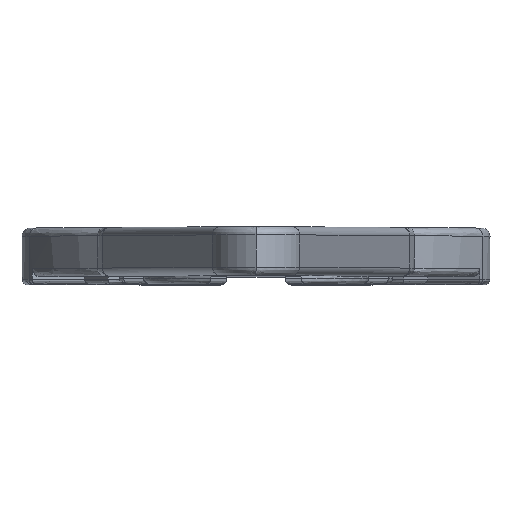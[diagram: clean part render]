
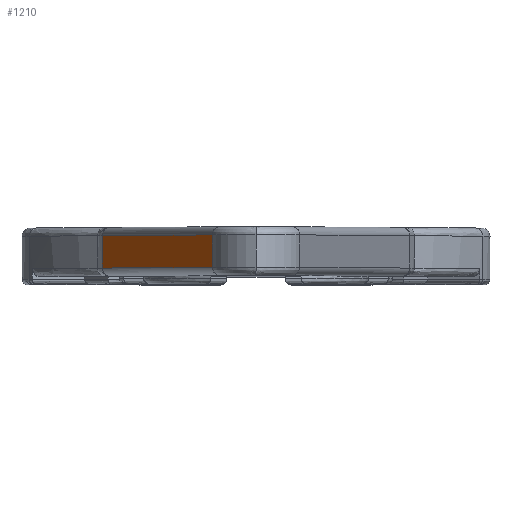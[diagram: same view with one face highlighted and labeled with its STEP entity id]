
A CAD part, top view. The second image highlights one B-rep face of the part: STEP entity #1210.
In plain terms, the highlighted free-form (B-spline) face has degree [1, 1] with [2, 2] control points.
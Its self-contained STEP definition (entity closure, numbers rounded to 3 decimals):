
#877 = VERTEX_POINT('',#878);
#878 = CARTESIAN_POINT('',(139.894,0.63,-34.84
    ));
#906 = VERTEX_POINT('',#907);
#907 = CARTESIAN_POINT('',(148.428,0.63,
    -2.173));
#913 = EDGE_CURVE('',#906,#877,#914,.T.);
#914 = B_SPLINE_CURVE_WITH_KNOTS('',1,(#915,#916),.UNSPECIFIED.,.F.,.F.,
  (2,2),(-27.31,-0.516),.PIECEWISE_BEZIER_KNOTS.);
#915 = CARTESIAN_POINT('',(148.428,0.63,
    -2.173));
#916 = CARTESIAN_POINT('',(139.894,0.63,-34.84
    ));
#1190 = EDGE_CURVE('',#877,#1191,#1193,.T.);
#1191 = VERTEX_POINT('',#1192);
#1192 = CARTESIAN_POINT('',(139.894,3.15,
    -34.84));
#1193 = B_SPLINE_CURVE_WITH_KNOTS('',1,(#1194,#1195),.UNSPECIFIED.,.F.,
  .F.,(2,2),(0.5,2.5),.PIECEWISE_BEZIER_KNOTS.);
#1194 = CARTESIAN_POINT('',(139.894,0.63,
    -34.84));
#1195 = CARTESIAN_POINT('',(139.894,3.15,
    -34.84));
#1210 = ADVANCED_FACE('',(#1211),#1227,.T.);
#1211 = FACE_BOUND('',#1212,.T.);
#1212 = EDGE_LOOP('',(#1213,#1214,#1221,#1226));
#1213 = ORIENTED_EDGE('',*,*,#913,.F.);
#1214 = ORIENTED_EDGE('',*,*,#1215,.T.);
#1215 = EDGE_CURVE('',#906,#1216,#1218,.T.);
#1216 = VERTEX_POINT('',#1217);
#1217 = CARTESIAN_POINT('',(148.428,3.15,
    -2.173));
#1218 = B_SPLINE_CURVE_WITH_KNOTS('',1,(#1219,#1220),.UNSPECIFIED.,.F.,
  .F.,(2,2),(0.5,2.5),.PIECEWISE_BEZIER_KNOTS.);
#1219 = CARTESIAN_POINT('',(148.428,0.63,
    -2.173));
#1220 = CARTESIAN_POINT('',(148.428,3.15,
    -2.173));
#1221 = ORIENTED_EDGE('',*,*,#1222,.F.);
#1222 = EDGE_CURVE('',#1191,#1216,#1223,.T.);
#1223 = B_SPLINE_CURVE_WITH_KNOTS('',1,(#1224,#1225),.UNSPECIFIED.,.F.,
  .F.,(2,2),(0.516,27.31),.PIECEWISE_BEZIER_KNOTS.);
#1224 = CARTESIAN_POINT('',(139.894,3.15,
    -34.84));
#1225 = CARTESIAN_POINT('',(148.428,3.15,
    -2.173));
#1226 = ORIENTED_EDGE('',*,*,#1190,.F.);
#1227 = B_SPLINE_SURFACE_WITH_KNOTS('',1,1,(
    (#1228,#1229)
    ,(#1230,#1231
    )),.UNSPECIFIED.,.F.,.F.,.F.,(2,2),(2,2),(0.,
    26.794),(0.5,2.5),.PIECEWISE_BEZIER_KNOTS.);
#1228 = CARTESIAN_POINT('',(139.894,0.63,
    -34.84));
#1229 = CARTESIAN_POINT('',(139.894,3.15,
    -34.84));
#1230 = CARTESIAN_POINT('',(148.428,0.63,
    -2.173));
#1231 = CARTESIAN_POINT('',(148.428,3.15,
    -2.173));
